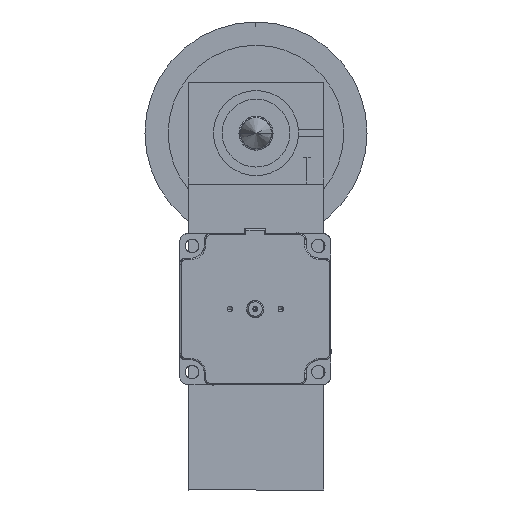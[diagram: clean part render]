
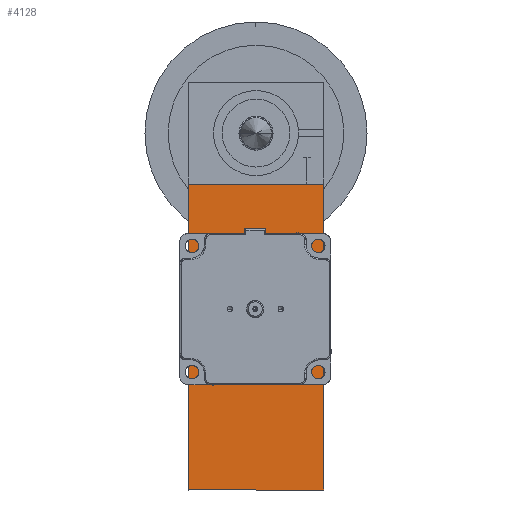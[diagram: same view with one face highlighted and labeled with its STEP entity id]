
A CAD part, front view. The second image highlights one B-rep face of the part: STEP entity #4128.
In plain terms, the highlighted face is planar.
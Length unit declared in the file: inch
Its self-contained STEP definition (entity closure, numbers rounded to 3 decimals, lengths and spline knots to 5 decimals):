
#911 = LINE ( 'NONE', #30881, #28528 ) ;
#949 = LINE ( 'NONE', #14121, #14295 ) ;
#1009 = LINE ( 'NONE', #21470, #27326 ) ;
#2045 = CARTESIAN_POINT ( 'NONE',  ( 3., -1., 0.125 ) ) ;
#3395 = ORIENTED_EDGE ( 'NONE', *, *, #8532, .F. ) ;
#3887 = DIRECTION ( 'NONE',  ( 1., 0., 0. ) ) ;
#4128 = ADVANCED_FACE ( 'NONE', ( #12529 ), #26440, .T. ) ;
#4402 = DIRECTION ( 'NONE',  ( 1., 0., 0. ) ) ;
#5045 = DIRECTION ( 'NONE',  ( 1., 0., 0. ) ) ;
#6594 = DIRECTION ( 'NONE',  ( 0., 1., 0. ) ) ;
#8532 = EDGE_CURVE ( 'NONE', #14966, #29528, #10081, .T. ) ;
#8831 = VERTEX_POINT ( 'NONE', #9794 ) ;
#9794 = CARTESIAN_POINT ( 'NONE',  ( 3., 1., 0.125 ) ) ;
#10081 = LINE ( 'NONE', #23684, #11860 ) ;
#10615 = EDGE_CURVE ( 'NONE', #14966, #24942, #949, .T. ) ;
#11860 = VECTOR ( 'NONE', #6594, 39.37008 ) ;
#12224 = CARTESIAN_POINT ( 'NONE',  ( 0., 0., 0.125 ) ) ;
#12529 = FACE_OUTER_BOUND ( 'NONE', #24746, .T. ) ;
#14121 = CARTESIAN_POINT ( 'NONE',  ( 0., -1., 0.125 ) ) ;
#14295 = VECTOR ( 'NONE', #5045, 39.37008 ) ;
#14398 = ORIENTED_EDGE ( 'NONE', *, *, #31138, .T. ) ;
#14966 = VERTEX_POINT ( 'NONE', #15681 ) ;
#15681 = CARTESIAN_POINT ( 'NONE',  ( -1.5, -1., 0.125 ) ) ;
#16454 = DIRECTION ( 'NONE',  ( 0., 1., 0. ) ) ;
#16971 = AXIS2_PLACEMENT_3D ( 'NONE', #12224, #20962, #3887 ) ;
#17755 = ORIENTED_EDGE ( 'NONE', *, *, #28959, .F. ) ;
#20962 = DIRECTION ( 'NONE',  ( 0., 0., 1. ) ) ;
#21417 = CARTESIAN_POINT ( 'NONE',  ( -1.5, 1., 0.125 ) ) ;
#21470 = CARTESIAN_POINT ( 'NONE',  ( 0., 1., 0.125 ) ) ;
#23684 = CARTESIAN_POINT ( 'NONE',  ( -1.5, 1., 0.125 ) ) ;
#24746 = EDGE_LOOP ( 'NONE', ( #3395, #26985, #14398, #17755 ) ) ;
#24942 = VERTEX_POINT ( 'NONE', #2045 ) ;
#26440 = PLANE ( 'NONE',  #16971 ) ;
#26985 = ORIENTED_EDGE ( 'NONE', *, *, #10615, .T. ) ;
#27326 = VECTOR ( 'NONE', #4402, 39.37008 ) ;
#28528 = VECTOR ( 'NONE', #16454, 39.37008 ) ;
#28959 = EDGE_CURVE ( 'NONE', #29528, #8831, #1009, .T. ) ;
#29528 = VERTEX_POINT ( 'NONE', #21417 ) ;
#30881 = CARTESIAN_POINT ( 'NONE',  ( 3., 0., 0.125 ) ) ;
#31138 = EDGE_CURVE ( 'NONE', #24942, #8831, #911, .T. ) ;
